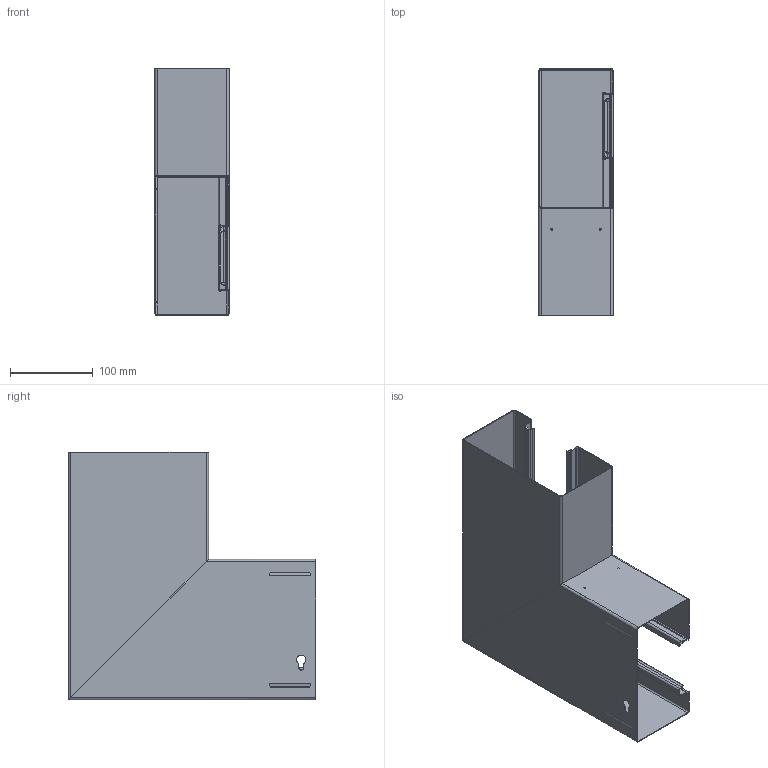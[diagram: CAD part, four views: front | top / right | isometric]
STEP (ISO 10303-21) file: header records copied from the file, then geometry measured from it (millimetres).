
FILE_DESCRIPTION (( 'STEP AP214' ), '1' );
FILE_NAME ('6277930.stp', '2016-06-01T06:34:12', ( '' ), ( '' ), 'SwSTEP 2.0', 'SolidWorks 2014', '' );
FILE_SCHEMA (( 'AUTOMOTIVE_DESIGN' ));
Length unit declared in the file: millimetre
Products named in the file (1): 6277930
Bounding box: 90 x 299.85 x 299.85 mm (x, y, z)
Volume: 211736.9 mm3; surface area: 426621.5 mm2
Topology: 1 solids, 1 shells, 321 faces, 715 edges, 402 vertices
Faces by surface type: plane 162, cylinder 87, bspline 64, cone 8
Entity records: 9806 total; most frequent: CARTESIAN_POINT 3412, ORIENTED_EDGE 1430, DIRECTION 1069, EDGE_CURVE 715, VERTEX_POINT 402, LINE 365, VECTOR 365, AXIS2_PLACEMENT_3D 352
